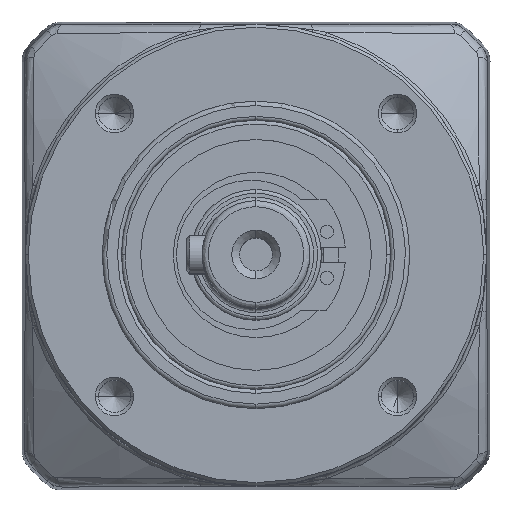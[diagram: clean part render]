
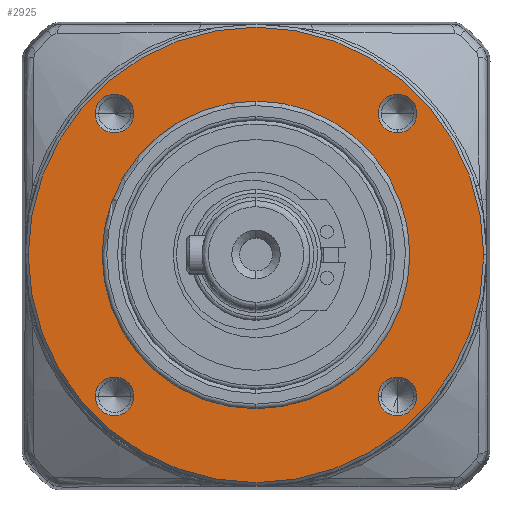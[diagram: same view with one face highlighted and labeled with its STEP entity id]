
A CAD part, top view. The second image highlights one B-rep face of the part: STEP entity #2925.
In plain terms, the highlighted planar face has unit normal (0, 0, 1).
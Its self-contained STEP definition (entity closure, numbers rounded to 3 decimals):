
#64 = DIRECTION ( 'NONE',  ( 0., -1., 0. ) ) ;
#101 = DIRECTION ( 'NONE',  ( 0., 0., -1. ) ) ;
#139 = CARTESIAN_POINT ( 'NONE',  ( 18.385, 18.385, 25.5 ) ) ;
#242 = EDGE_CURVE ( 'NONE', #985, #25268, #15142, .T. ) ;
#757 = VERTEX_POINT ( 'NONE', #7086 ) ;
#985 = VERTEX_POINT ( 'NONE', #5574 ) ;
#1124 = ORIENTED_EDGE ( 'NONE', *, *, #22633, .T. ) ;
#1338 = DIRECTION ( 'NONE',  ( -1., 0., 0. ) ) ;
#1347 = DIRECTION ( 'NONE',  ( 0., 0., -1. ) ) ;
#1365 = AXIS2_PLACEMENT_3D ( 'NONE', #4456, #4419, #4415 ) ;
#1375 = CARTESIAN_POINT ( 'NONE',  ( 0., 0., 25.5 ) ) ;
#1377 = VERTEX_POINT ( 'NONE', #28591 ) ;
#1443 = EDGE_CURVE ( 'NONE', #12727, #3536, #9685, .T. ) ;
#1934 = DIRECTION ( 'NONE',  ( 0., 0., -1. ) ) ;
#2083 = AXIS2_PLACEMENT_3D ( 'NONE', #1375, #1347, #1338 ) ;
#2313 = AXIS2_PLACEMENT_3D ( 'NONE', #16079, #1934, #18587 ) ;
#2351 = FACE_BOUND ( 'NONE', #6001, .T. ) ;
#2642 = EDGE_CURVE ( 'NONE', #1377, #30589, #10085, .T. ) ;
#2925 = ADVANCED_FACE ( 'NONE', ( #2351, #16418, #10050, #22814, #29147, #22118 ), #29180, .T. ) ;
#3187 = CARTESIAN_POINT ( 'NONE',  ( 18.385, 18.385, 25.5 ) ) ;
#3443 = AXIS2_PLACEMENT_3D ( 'NONE', #139, #101, #64 ) ;
#3532 = ORIENTED_EDGE ( 'NONE', *, *, #17116, .T. ) ;
#3536 = VERTEX_POINT ( 'NONE', #13124 ) ;
#4227 = ORIENTED_EDGE ( 'NONE', *, *, #13577, .T. ) ;
#4415 = DIRECTION ( 'NONE',  ( 1., 0., 0. ) ) ;
#4419 = DIRECTION ( 'NONE',  ( 0., 0., -1. ) ) ;
#4456 = CARTESIAN_POINT ( 'NONE',  ( -18.385, 18.385, 25.5 ) ) ;
#5343 = EDGE_LOOP ( 'NONE', ( #5603, #12047 ) ) ;
#5565 = DIRECTION ( 'NONE',  ( 0., -1., 0. ) ) ;
#5574 = CARTESIAN_POINT ( 'NONE',  ( 29.6, 0., 25.5 ) ) ;
#5603 = ORIENTED_EDGE ( 'NONE', *, *, #13234, .F. ) ;
#6001 = EDGE_LOOP ( 'NONE', ( #19935, #4227 ) ) ;
#6181 = ORIENTED_EDGE ( 'NONE', *, *, #19339, .T. ) ;
#6365 = VERTEX_POINT ( 'NONE', #23357 ) ;
#6687 = EDGE_LOOP ( 'NONE', ( #11573, #26621 ) ) ;
#7033 = CIRCLE ( 'NONE', #28291, 29.6 ) ;
#7086 = CARTESIAN_POINT ( 'NONE',  ( -20., 0., 25.5 ) ) ;
#9077 = ORIENTED_EDGE ( 'NONE', *, *, #20861, .T. ) ;
#9653 = ORIENTED_EDGE ( 'NONE', *, *, #2642, .T. ) ;
#9685 = CIRCLE ( 'NONE', #24452, 2.5 ) ;
#10050 = FACE_BOUND ( 'NONE', #30686, .T. ) ;
#10085 = CIRCLE ( 'NONE', #1365, 2.5 ) ;
#11437 = CARTESIAN_POINT ( 'NONE',  ( -29.6, 0., 25.5 ) ) ;
#11573 = ORIENTED_EDGE ( 'NONE', *, *, #18792, .T. ) ;
#11708 = CARTESIAN_POINT ( 'NONE',  ( 20.885, -18.385, 25.5 ) ) ;
#12047 = ORIENTED_EDGE ( 'NONE', *, *, #242, .F. ) ;
#12727 = VERTEX_POINT ( 'NONE', #24643 ) ;
#13124 = CARTESIAN_POINT ( 'NONE',  ( -20.885, -18.385, 25.5 ) ) ;
#13139 = AXIS2_PLACEMENT_3D ( 'NONE', #24267, #24213, #24171 ) ;
#13234 = EDGE_CURVE ( 'NONE', #25268, #985, #7033, .T. ) ;
#13577 = EDGE_CURVE ( 'NONE', #30161, #23069, #17668, .T. ) ;
#13843 = CARTESIAN_POINT ( 'NONE',  ( 15.885, -18.385, 25.5 ) ) ;
#14660 = ORIENTED_EDGE ( 'NONE', *, *, #1443, .T. ) ;
#15061 = EDGE_CURVE ( 'NONE', #23069, #30161, #18667, .T. ) ;
#15142 = CIRCLE ( 'NONE', #26843, 29.6 ) ;
#15461 = AXIS2_PLACEMENT_3D ( 'NONE', #23420, #23386, #23349 ) ;
#16063 = CIRCLE ( 'NONE', #2313, 2.5 ) ;
#16079 = CARTESIAN_POINT ( 'NONE',  ( -18.385, -18.385, 25.5 ) ) ;
#16294 = EDGE_LOOP ( 'NONE', ( #14660, #1124 ) ) ;
#16418 = FACE_BOUND ( 'NONE', #16294, .T. ) ;
#17116 = EDGE_CURVE ( 'NONE', #30589, #1377, #25374, .T. ) ;
#17668 = CIRCLE ( 'NONE', #13139, 2.5 ) ;
#18251 = CIRCLE ( 'NONE', #15461, 20. ) ;
#18587 = DIRECTION ( 'NONE',  ( 1., 0., 0. ) ) ;
#18667 = CIRCLE ( 'NONE', #20574, 2.5 ) ;
#18792 = EDGE_CURVE ( 'NONE', #29229, #27881, #29839, .T. ) ;
#19101 = CARTESIAN_POINT ( 'NONE',  ( 18.385, 15.885, 25.5 ) ) ;
#19339 = EDGE_CURVE ( 'NONE', #6365, #757, #18251, .T. ) ;
#19790 = DIRECTION ( 'NONE',  ( -1., 0., 0. ) ) ;
#19853 = DIRECTION ( 'NONE',  ( 0., 0., -1. ) ) ;
#19890 = CIRCLE ( 'NONE', #29751, 2.5 ) ;
#19935 = ORIENTED_EDGE ( 'NONE', *, *, #15061, .T. ) ;
#19978 = CIRCLE ( 'NONE', #2083, 20. ) ;
#20574 = AXIS2_PLACEMENT_3D ( 'NONE', #24152, #24148, #24074 ) ;
#20861 = EDGE_CURVE ( 'NONE', #757, #6365, #19978, .T. ) ;
#21896 = DIRECTION ( 'NONE',  ( 0., 0., -1. ) ) ;
#22118 = FACE_BOUND ( 'NONE', #28561, .T. ) ;
#22307 = DIRECTION ( 'NONE',  ( 1., 0., 0. ) ) ;
#22328 = DIRECTION ( 'NONE',  ( 0., 0., -1. ) ) ;
#22360 = CARTESIAN_POINT ( 'NONE',  ( -18.385, 18.385, 25.5 ) ) ;
#22441 = CARTESIAN_POINT ( 'NONE',  ( -20.885, 18.385, 25.5 ) ) ;
#22633 = EDGE_CURVE ( 'NONE', #3536, #12727, #16063, .T. ) ;
#22814 = FACE_BOUND ( 'NONE', #6687, .T. ) ;
#23069 = VERTEX_POINT ( 'NONE', #11708 ) ;
#23349 = DIRECTION ( 'NONE',  ( -1., 0., 0. ) ) ;
#23357 = CARTESIAN_POINT ( 'NONE',  ( 20., 0., 25.5 ) ) ;
#23386 = DIRECTION ( 'NONE',  ( 0., 0., -1. ) ) ;
#23420 = CARTESIAN_POINT ( 'NONE',  ( 0., 0., 25.5 ) ) ;
#24074 = DIRECTION ( 'NONE',  ( 1., 0., 0. ) ) ;
#24083 = AXIS2_PLACEMENT_3D ( 'NONE', #29145, #29140, #29106 ) ;
#24148 = DIRECTION ( 'NONE',  ( 0., 0., -1. ) ) ;
#24152 = CARTESIAN_POINT ( 'NONE',  ( 18.385, -18.385, 25.5 ) ) ;
#24171 = DIRECTION ( 'NONE',  ( 1., 0., 0. ) ) ;
#24213 = DIRECTION ( 'NONE',  ( 0., 0., -1. ) ) ;
#24267 = CARTESIAN_POINT ( 'NONE',  ( 18.385, -18.385, 25.5 ) ) ;
#24431 = CARTESIAN_POINT ( 'NONE',  ( 0., 0., 25.5 ) ) ;
#24452 = AXIS2_PLACEMENT_3D ( 'NONE', #28067, #28029, #28023 ) ;
#24643 = CARTESIAN_POINT ( 'NONE',  ( -15.885, -18.385, 25.5 ) ) ;
#25268 = VERTEX_POINT ( 'NONE', #11437 ) ;
#25374 = CIRCLE ( 'NONE', #30298, 2.5 ) ;
#26621 = ORIENTED_EDGE ( 'NONE', *, *, #30496, .T. ) ;
#26843 = AXIS2_PLACEMENT_3D ( 'NONE', #27064, #27097, #28244 ) ;
#27064 = CARTESIAN_POINT ( 'NONE',  ( 0., 0., 25.5 ) ) ;
#27097 = DIRECTION ( 'NONE',  ( 0., 0., -1. ) ) ;
#27881 = VERTEX_POINT ( 'NONE', #28175 ) ;
#28023 = DIRECTION ( 'NONE',  ( 1., 0., 0. ) ) ;
#28029 = DIRECTION ( 'NONE',  ( 0., 0., -1. ) ) ;
#28067 = CARTESIAN_POINT ( 'NONE',  ( -18.385, -18.385, 25.5 ) ) ;
#28175 = CARTESIAN_POINT ( 'NONE',  ( 18.385, 20.885, 25.5 ) ) ;
#28244 = DIRECTION ( 'NONE',  ( -1., 0., 0. ) ) ;
#28291 = AXIS2_PLACEMENT_3D ( 'NONE', #24431, #21896, #19790 ) ;
#28561 = EDGE_LOOP ( 'NONE', ( #9077, #6181 ) ) ;
#28591 = CARTESIAN_POINT ( 'NONE',  ( -15.885, 18.385, 25.5 ) ) ;
#29106 = DIRECTION ( 'NONE',  ( 1., 0., 0. ) ) ;
#29140 = DIRECTION ( 'NONE',  ( 0., 0., 1. ) ) ;
#29145 = CARTESIAN_POINT ( 'NONE',  ( 0., 0., 25.5 ) ) ;
#29147 = FACE_OUTER_BOUND ( 'NONE', #5343, .T. ) ;
#29180 = PLANE ( 'NONE',  #24083 ) ;
#29229 = VERTEX_POINT ( 'NONE', #19101 ) ;
#29751 = AXIS2_PLACEMENT_3D ( 'NONE', #3187, #19853, #5565 ) ;
#29839 = CIRCLE ( 'NONE', #3443, 2.5 ) ;
#30161 = VERTEX_POINT ( 'NONE', #13843 ) ;
#30298 = AXIS2_PLACEMENT_3D ( 'NONE', #22360, #22328, #22307 ) ;
#30496 = EDGE_CURVE ( 'NONE', #27881, #29229, #19890, .T. ) ;
#30589 = VERTEX_POINT ( 'NONE', #22441 ) ;
#30686 = EDGE_LOOP ( 'NONE', ( #9653, #3532 ) ) ;
